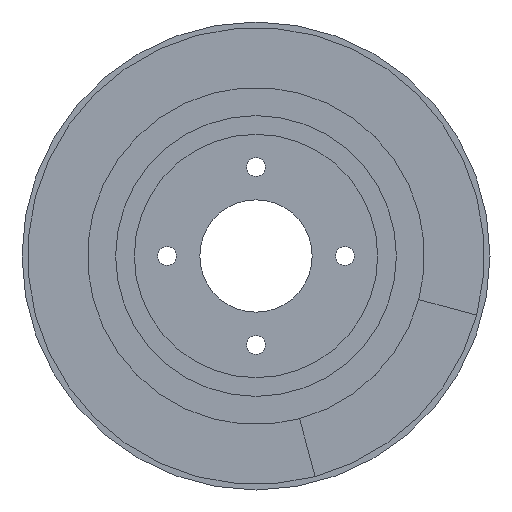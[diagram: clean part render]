
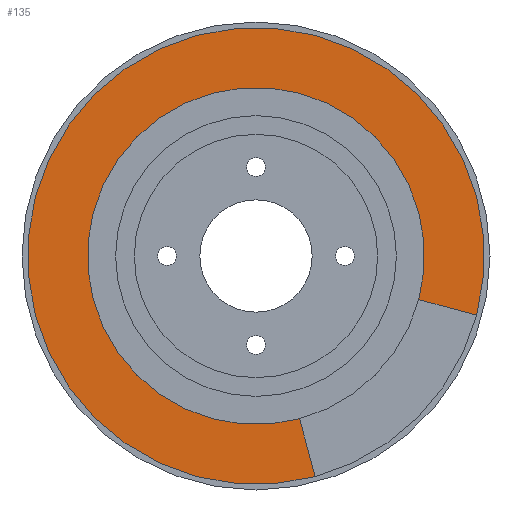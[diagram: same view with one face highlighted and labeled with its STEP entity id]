
A CAD part, front view. The second image highlights one B-rep face of the part: STEP entity #135.
In plain terms, the highlighted planar face has unit normal (0, -1, 0).
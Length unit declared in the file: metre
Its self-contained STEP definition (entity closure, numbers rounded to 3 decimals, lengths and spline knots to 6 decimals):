
#135 = ADVANCED_FACE( '', ( #179 ), #180, .T. );
#179 = FACE_OUTER_BOUND( '', #273, .T. );
#180 = PLANE( '', #274 );
#273 = EDGE_LOOP( '', ( #391, #392, #393, #394 ) );
#274 = AXIS2_PLACEMENT_3D( '', #395, #396, #397 );
#391 = ORIENTED_EDGE( '', *, *, #574, .F. );
#392 = ORIENTED_EDGE( '', *, *, #578, .F. );
#393 = ORIENTED_EDGE( '', *, *, #580, .T. );
#394 = ORIENTED_EDGE( '', *, *, #579, .T. );
#395 = CARTESIAN_POINT( '', ( 0., 0.015, 0.075 ) );
#396 = DIRECTION( '', ( 0., -1., 0. ) );
#397 = DIRECTION( '', ( 0., 0., -1. ) );
#574 = EDGE_CURVE( '', #634, #635, #637, .T. );
#578 = EDGE_CURVE( '', #642, #634, #645, .T. );
#579 = EDGE_CURVE( '', #643, #635, #646, .T. );
#580 = EDGE_CURVE( '', #642, #643, #647, .T. );
#634 = VERTEX_POINT( '', #736 );
#635 = VERTEX_POINT( '', #737 );
#637 = CIRCLE( '', #739, 0.09 );
#642 = VERTEX_POINT( '', #744 );
#643 = VERTEX_POINT( '', #745 );
#645 = LINE( '', #747, #748 );
#646 = LINE( '', #749, #750 );
#647 = CIRCLE( '', #751, 0.122 );
#736 = CARTESIAN_POINT( '', ( 0.086933, 0.015, -0.023294 ) );
#737 = CARTESIAN_POINT( '', ( 0.023294, 0.015, -0.086933 ) );
#739 = AXIS2_PLACEMENT_3D( '', #862, #863, #864 );
#744 = CARTESIAN_POINT( '', ( 0.117843, 0.015, -0.031576 ) );
#745 = CARTESIAN_POINT( '', ( 0.031576, 0.015, -0.117843 ) );
#747 = CARTESIAN_POINT( '', ( 0.086933, 0.015, -0.023294 ) );
#748 = VECTOR( '', #874, 1. );
#749 = CARTESIAN_POINT( '', ( 0.023294, 0.015, -0.086933 ) );
#750 = VECTOR( '', #875, 1. );
#751 = AXIS2_PLACEMENT_3D( '', #876, #877, #878 );
#862 = CARTESIAN_POINT( '', ( 0., 0.015, 0. ) );
#863 = DIRECTION( '', ( 0., -1., 0. ) );
#864 = DIRECTION( '', ( 0., 0., -1. ) );
#874 = DIRECTION( '', ( -0.966, 0., 0.259 ) );
#875 = DIRECTION( '', ( -0.259, 0., 0.966 ) );
#876 = CARTESIAN_POINT( '', ( 0., 0.015, 0. ) );
#877 = DIRECTION( '', ( 0., -1., 0. ) );
#878 = DIRECTION( '', ( 0., 0., -1. ) );
